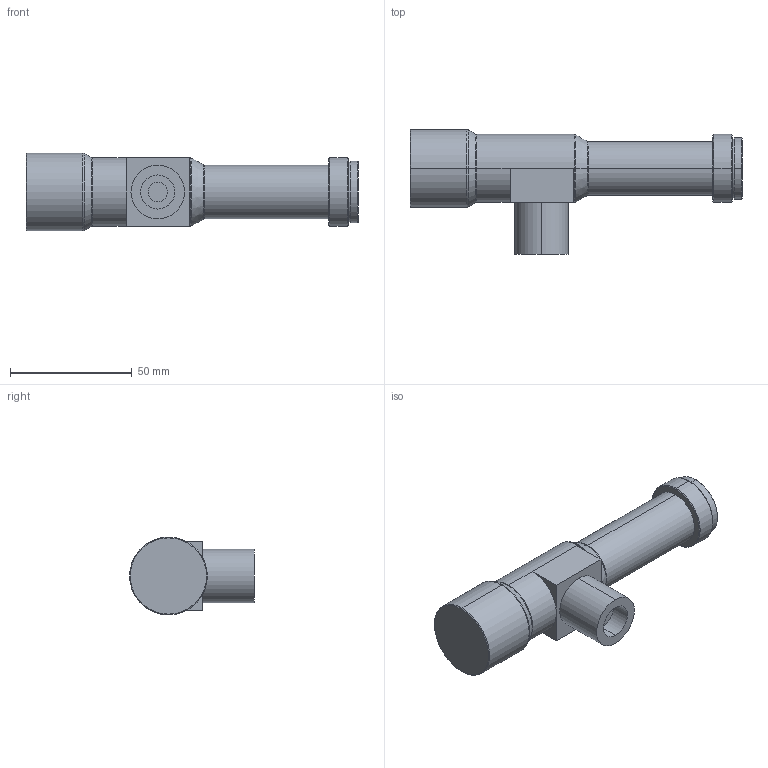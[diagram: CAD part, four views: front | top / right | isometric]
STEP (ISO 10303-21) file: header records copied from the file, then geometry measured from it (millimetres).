
FILE_DESCRIPTION (( 'STEP AP203' ), '1' );
FILE_NAME ('WWH20-108CTV3.STEP', '2021-09-09T08:03:59', ( '' ), ( '' ), 'SwSTEP 2.0', 'SolidWorks 2017', '' );
FILE_SCHEMA (( 'CONFIG_CONTROL_DESIGN' ));
Length unit declared in the file: millimetre
Products named in the file (1): WWH20-108CTV3
Bounding box: 136.6 x 51.4 x 32 mm (x, y, z)
Volume: 84152.8 mm3; surface area: 15672.2 mm2
Topology: 1 solids, 1 shells, 54 faces, 108 edges, 62 vertices
Faces by surface type: cylinder 19, plane 15, cone 12, torus 8
Entity records: 1473 total; most frequent: DIRECTION 282, CARTESIAN_POINT 225, ORIENTED_EDGE 216, AXIS2_PLACEMENT_3D 119, EDGE_CURVE 108, CIRCLE 64, VERTEX_POINT 62, EDGE_LOOP 60
